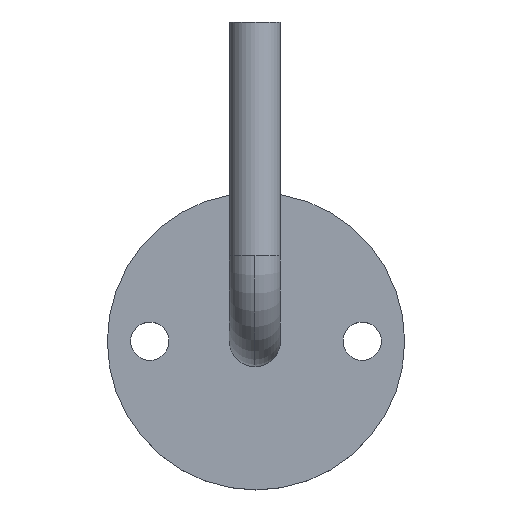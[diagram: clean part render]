
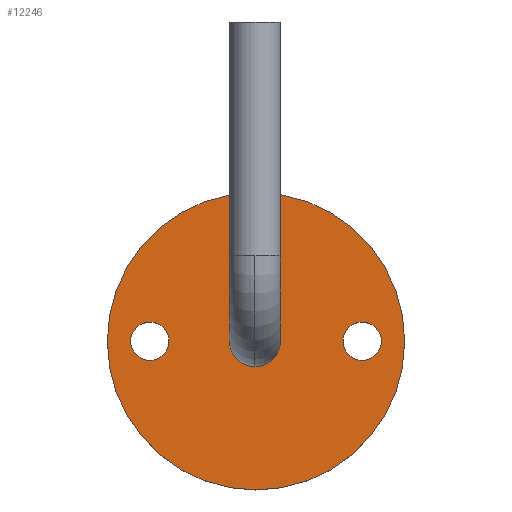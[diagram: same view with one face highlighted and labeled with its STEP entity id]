
A CAD part, top view. The second image highlights one B-rep face of the part: STEP entity #12246.
In plain terms, the highlighted planar face has unit normal (0, 0, 1).
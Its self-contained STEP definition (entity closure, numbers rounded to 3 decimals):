
#68 = VERTEX_POINT ( 'NONE', #4749 ) ;
#69 = CARTESIAN_POINT ( 'NONE',  ( -34.75, 0., 6. ) ) ;
#147 = CARTESIAN_POINT ( 'NONE',  ( -6., 0., 6. ) ) ;
#154 = ORIENTED_EDGE ( 'NONE', *, *, #11762, .F. ) ;
#172 = CARTESIAN_POINT ( 'NONE',  ( 29.75, 0., 6. ) ) ;
#176 = DIRECTION ( 'NONE',  ( 1., 0., 0. ) ) ;
#335 = CARTESIAN_POINT ( 'NONE',  ( -29.25, 0., 6. ) ) ;
#609 = FACE_BOUND ( 'NONE', #13140, .T. ) ;
#935 = ORIENTED_EDGE ( 'NONE', *, *, #1176, .T. ) ;
#1145 = DIRECTION ( 'NONE',  ( 0., 0., 1. ) ) ;
#1176 = EDGE_CURVE ( 'NONE', #8079, #5355, #7889, .T. ) ;
#1276 = DIRECTION ( 'NONE',  ( 1., 0., 0. ) ) ;
#1505 = CARTESIAN_POINT ( 'NONE',  ( 25.25, 0., 6. ) ) ;
#1845 = DIRECTION ( 'NONE',  ( 1., 0., 0. ) ) ;
#1882 = CARTESIAN_POINT ( 'NONE',  ( -24.75, 0., 6. ) ) ;
#2219 = VERTEX_POINT ( 'NONE', #9567 ) ;
#2390 = CARTESIAN_POINT ( 'NONE',  ( 25.25, 0., 6. ) ) ;
#2465 = DIRECTION ( 'NONE',  ( 1., 0., 0. ) ) ;
#2826 = EDGE_CURVE ( 'NONE', #2219, #9759, #6677, .T. ) ;
#2899 = DIRECTION ( 'NONE',  ( 0., 0., 1. ) ) ;
#3018 = CIRCLE ( 'NONE', #5501, 35. ) ;
#3321 = AXIS2_PLACEMENT_3D ( 'NONE', #1882, #5196, #8396 ) ;
#3566 = DIRECTION ( 'NONE',  ( 1., 0., 0. ) ) ;
#3603 = DIRECTION ( 'NONE',  ( 0., 0., 1. ) ) ;
#3991 = AXIS2_PLACEMENT_3D ( 'NONE', #10705, #12816, #6338 ) ;
#4214 = EDGE_CURVE ( 'NONE', #7710, #13466, #10275, .T. ) ;
#4395 = CIRCLE ( 'NONE', #13994, 4.5 ) ;
#4543 = AXIS2_PLACEMENT_3D ( 'NONE', #5557, #1145, #1276 ) ;
#4628 = EDGE_CURVE ( 'NONE', #5355, #8079, #3018, .T. ) ;
#4749 = CARTESIAN_POINT ( 'NONE',  ( 20.75, 0., 6. ) ) ;
#4958 = DIRECTION ( 'NONE',  ( 0., 0., 1. ) ) ;
#5196 = DIRECTION ( 'NONE',  ( 0., 0., 1. ) ) ;
#5355 = VERTEX_POINT ( 'NONE', #69 ) ;
#5463 = EDGE_LOOP ( 'NONE', ( #13423, #154 ) ) ;
#5501 = AXIS2_PLACEMENT_3D ( 'NONE', #7355, #10785, #12956 ) ;
#5557 = CARTESIAN_POINT ( 'NONE',  ( -24.75, 0., 6. ) ) ;
#5780 = EDGE_CURVE ( 'NONE', #68, #13818, #9713, .T. ) ;
#5940 = CARTESIAN_POINT ( 'NONE',  ( 0.25, 0., 6. ) ) ;
#5969 = DIRECTION ( 'NONE',  ( 1., 0., 0. ) ) ;
#6338 = DIRECTION ( 'NONE',  ( 1., 0., 0. ) ) ;
#6473 = EDGE_CURVE ( 'NONE', #13466, #7710, #11077, .T. ) ;
#6677 = CIRCLE ( 'NONE', #4543, 4.5 ) ;
#7026 = DIRECTION ( 'NONE',  ( 0., 0., 1. ) ) ;
#7315 = FACE_BOUND ( 'NONE', #13297, .T. ) ;
#7355 = CARTESIAN_POINT ( 'NONE',  ( 0.25, 0., 6. ) ) ;
#7573 = AXIS2_PLACEMENT_3D ( 'NONE', #9046, #3603, #176 ) ;
#7710 = VERTEX_POINT ( 'NONE', #147 ) ;
#7889 = CIRCLE ( 'NONE', #7573, 35. ) ;
#7938 = CARTESIAN_POINT ( 'NONE',  ( 6., 0., 6. ) ) ;
#8079 = VERTEX_POINT ( 'NONE', #9644 ) ;
#8128 = AXIS2_PLACEMENT_3D ( 'NONE', #2390, #10170, #3566 ) ;
#8396 = DIRECTION ( 'NONE',  ( 1., 0., 0. ) ) ;
#8450 = EDGE_CURVE ( 'NONE', #9759, #2219, #11768, .T. ) ;
#8501 = CARTESIAN_POINT ( 'NONE',  ( 0., 0., 6. ) ) ;
#8779 = ORIENTED_EDGE ( 'NONE', *, *, #6473, .F. ) ;
#9046 = CARTESIAN_POINT ( 'NONE',  ( 0.25, 0., 6. ) ) ;
#9362 = AXIS2_PLACEMENT_3D ( 'NONE', #5940, #7026, #2465 ) ;
#9406 = ORIENTED_EDGE ( 'NONE', *, *, #2826, .F. ) ;
#9567 = CARTESIAN_POINT ( 'NONE',  ( -20.25, 0., 6. ) ) ;
#9644 = CARTESIAN_POINT ( 'NONE',  ( 35.25, 0., 6. ) ) ;
#9713 = CIRCLE ( 'NONE', #8128, 4.5 ) ;
#9759 = VERTEX_POINT ( 'NONE', #335 ) ;
#10072 = FACE_OUTER_BOUND ( 'NONE', #13894, .T. ) ;
#10170 = DIRECTION ( 'NONE',  ( 0., 0., 1. ) ) ;
#10254 = ORIENTED_EDGE ( 'NONE', *, *, #4628, .T. ) ;
#10272 = AXIS2_PLACEMENT_3D ( 'NONE', #8501, #2899, #1845 ) ;
#10275 = CIRCLE ( 'NONE', #3991, 6. ) ;
#10705 = CARTESIAN_POINT ( 'NONE',  ( 0., 0., 6. ) ) ;
#10785 = DIRECTION ( 'NONE',  ( 0., 0., 1. ) ) ;
#10895 = ORIENTED_EDGE ( 'NONE', *, *, #4214, .F. ) ;
#11077 = CIRCLE ( 'NONE', #10272, 6. ) ;
#11304 = PLANE ( 'NONE',  #9362 ) ;
#11762 = EDGE_CURVE ( 'NONE', #13818, #68, #4395, .T. ) ;
#11768 = CIRCLE ( 'NONE', #3321, 4.5 ) ;
#11985 = FACE_BOUND ( 'NONE', #5463, .T. ) ;
#12246 = ADVANCED_FACE ( 'NONE', ( #609, #7315, #10072, #11985 ), #11304, .T. ) ;
#12361 = ORIENTED_EDGE ( 'NONE', *, *, #8450, .F. ) ;
#12816 = DIRECTION ( 'NONE',  ( 0., 0., 1. ) ) ;
#12956 = DIRECTION ( 'NONE',  ( 1., 0., 0. ) ) ;
#13140 = EDGE_LOOP ( 'NONE', ( #10895, #8779 ) ) ;
#13297 = EDGE_LOOP ( 'NONE', ( #12361, #9406 ) ) ;
#13423 = ORIENTED_EDGE ( 'NONE', *, *, #5780, .F. ) ;
#13466 = VERTEX_POINT ( 'NONE', #7938 ) ;
#13818 = VERTEX_POINT ( 'NONE', #172 ) ;
#13894 = EDGE_LOOP ( 'NONE', ( #10254, #935 ) ) ;
#13994 = AXIS2_PLACEMENT_3D ( 'NONE', #1505, #4958, #5969 ) ;
